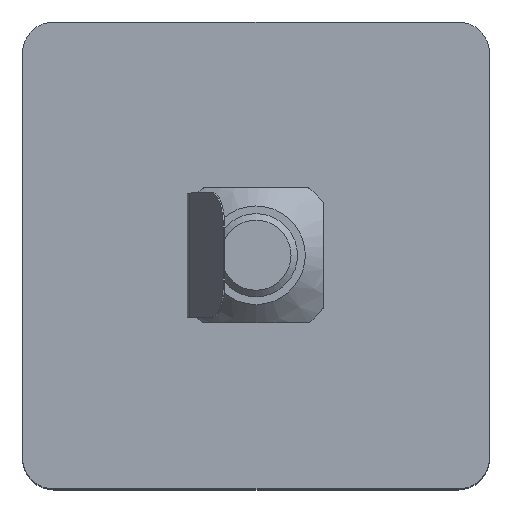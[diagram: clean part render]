
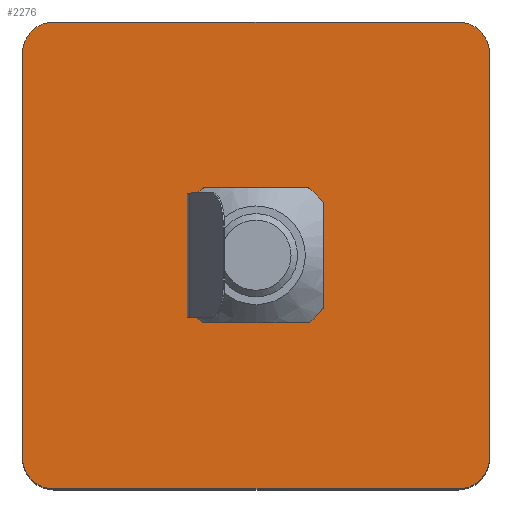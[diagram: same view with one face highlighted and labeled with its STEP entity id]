
A CAD part, top view. The second image highlights one B-rep face of the part: STEP entity #2276.
In plain terms, the highlighted face is planar.
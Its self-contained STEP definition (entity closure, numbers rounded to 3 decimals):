
#2276=ADVANCED_FACE('',(#2558,#2559),#2560,.T.);
#2558=FACE_BOUND('',#2827,.T.);
#2559=FACE_OUTER_BOUND('',#2828,.T.);
#2560=PLANE('',#2829);
#2827=EDGE_LOOP('',(#3619));
#2828=EDGE_LOOP('',(#3620,#3621,#3622,#3623,#3624,#3625,#3626,#3627));
#2829=AXIS2_PLACEMENT_3D('',#3628,#3629,#3630);
#3619=ORIENTED_EDGE('',*,*,#3871,.F.);
#3620=ORIENTED_EDGE('',*,*,#3919,.F.);
#3621=ORIENTED_EDGE('',*,*,#3873,.T.);
#3622=ORIENTED_EDGE('',*,*,#3920,.F.);
#3623=ORIENTED_EDGE('',*,*,#3876,.T.);
#3624=ORIENTED_EDGE('',*,*,#3921,.F.);
#3625=ORIENTED_EDGE('',*,*,#3882,.T.);
#3626=ORIENTED_EDGE('',*,*,#3922,.F.);
#3627=ORIENTED_EDGE('',*,*,#3879,.T.);
#3628=CARTESIAN_POINT('',(0.0,0.0,0.0));
#3629=DIRECTION('',(0.0,0.0,-1.0));
#3630=DIRECTION('',(-1.0,0.0,0.0));
#3871=EDGE_CURVE('',#4244,#4244,#4245,.T.);
#3873=EDGE_CURVE('',#4248,#4249,#4250,.T.);
#3876=EDGE_CURVE('',#4253,#4254,#4255,.T.);
#3879=EDGE_CURVE('',#4258,#4259,#4260,.T.);
#3882=EDGE_CURVE('',#4263,#4264,#4265,.T.);
#3919=EDGE_CURVE('',#4248,#4259,#4320,.T.);
#3920=EDGE_CURVE('',#4253,#4249,#4321,.T.);
#3921=EDGE_CURVE('',#4263,#4254,#4322,.T.);
#3922=EDGE_CURVE('',#4258,#4264,#4323,.T.);
#4244=VERTEX_POINT('',#4984);
#4245=CIRCLE('',#4985,4.25);
#4248=VERTEX_POINT('',#4988);
#4249=VERTEX_POINT('',#4989);
#4250=CIRCLE('',#4990,3.0);
#4253=VERTEX_POINT('',#4995);
#4254=VERTEX_POINT('',#4996);
#4255=CIRCLE('',#4997,3.0);
#4258=VERTEX_POINT('',#5002);
#4259=VERTEX_POINT('',#5003);
#4260=CIRCLE('',#5004,3.0);
#4263=VERTEX_POINT('',#5009);
#4264=VERTEX_POINT('',#5010);
#4265=CIRCLE('',#5011,3.0);
#4320=LINE('',#5092,#5093);
#4321=LINE('',#5094,#5095);
#4322=LINE('',#5096,#5097);
#4323=LINE('',#5098,#5099);
#4984=CARTESIAN_POINT('',(4.25,0.0,0.0));
#4985=AXIS2_PLACEMENT_3D('',#5399,#5400,#5401);
#4988=CARTESIAN_POINT('',(19.5,22.5,0.0));
#4989=CARTESIAN_POINT('',(22.5,19.5,0.0));
#4990=AXIS2_PLACEMENT_3D('',#5405,#5406,#5407);
#4995=CARTESIAN_POINT('',(22.5,-19.5,0.0));
#4996=CARTESIAN_POINT('',(19.5,-22.5,0.0));
#4997=AXIS2_PLACEMENT_3D('',#5410,#5411,#5412);
#5002=CARTESIAN_POINT('',(-22.5,19.5,0.0));
#5003=CARTESIAN_POINT('',(-19.5,22.5,0.0));
#5004=AXIS2_PLACEMENT_3D('',#5415,#5416,#5417);
#5009=CARTESIAN_POINT('',(-19.5,-22.5,0.0));
#5010=CARTESIAN_POINT('',(-22.5,-19.5,0.0));
#5011=AXIS2_PLACEMENT_3D('',#5420,#5421,#5422);
#5092=CARTESIAN_POINT('',(0.0,22.5,0.0));
#5093=VECTOR('',#5479,1.0);
#5094=CARTESIAN_POINT('',(22.5,0.0,0.0));
#5095=VECTOR('',#5480,1.0);
#5096=CARTESIAN_POINT('',(0.0,-22.5,0.0));
#5097=VECTOR('',#5481,1.0);
#5098=CARTESIAN_POINT('',(-22.5,0.0,0.0));
#5099=VECTOR('',#5482,1.0);
#5399=CARTESIAN_POINT('',(0.0,0.0,0.0));
#5400=DIRECTION('',(0.0,0.0,-1.0));
#5401=DIRECTION('',(1.0,0.0,0.0));
#5405=CARTESIAN_POINT('',(19.5,19.5,0.0));
#5406=DIRECTION('',(0.0,0.0,-1.0));
#5407=DIRECTION('',(-1.0,0.0,0.0));
#5410=CARTESIAN_POINT('',(19.5,-19.5,0.0));
#5411=DIRECTION('',(0.0,0.0,-1.0));
#5412=DIRECTION('',(-1.0,0.0,0.0));
#5415=CARTESIAN_POINT('',(-19.5,19.5,0.0));
#5416=DIRECTION('',(0.0,0.0,-1.0));
#5417=DIRECTION('',(-1.0,0.0,0.0));
#5420=CARTESIAN_POINT('',(-19.5,-19.5,0.0));
#5421=DIRECTION('',(0.0,0.0,-1.0));
#5422=DIRECTION('',(-1.0,0.0,0.0));
#5479=DIRECTION('',(-1.0,0.0,0.0));
#5480=DIRECTION('',(0.0,1.0,0.0));
#5481=DIRECTION('',(1.0,0.0,0.0));
#5482=DIRECTION('',(0.0,-1.0,0.0));
